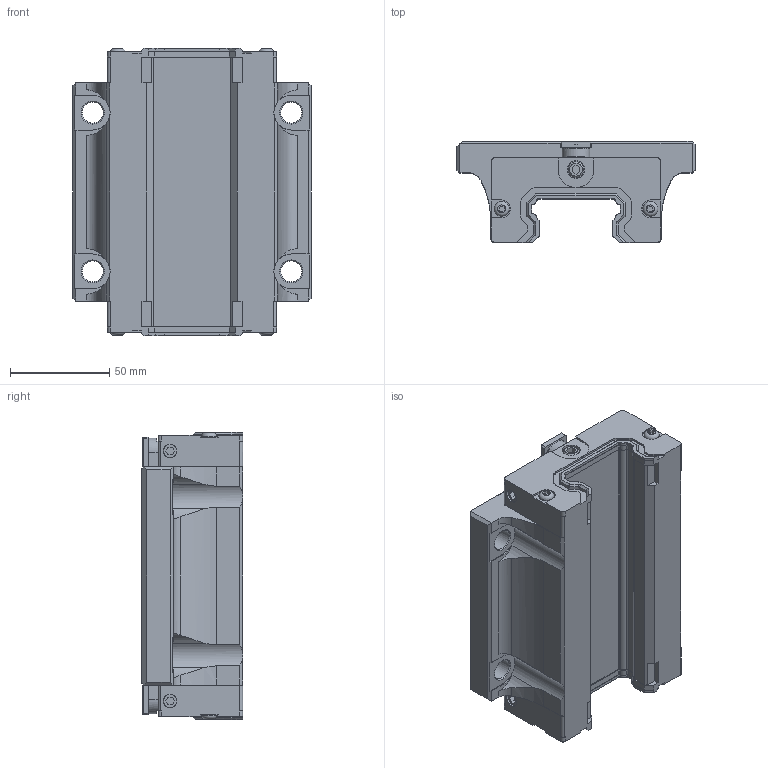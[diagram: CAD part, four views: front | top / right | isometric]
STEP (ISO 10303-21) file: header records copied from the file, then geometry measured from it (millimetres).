
FILE_DESCRIPTION(/* description */ ('Vozík'),/* implementation_level */ '2;1');
FILE_NAME(/* name */ 'LGBCH 45 FL SS N Z1-N.stp',/* time_stamp */ '2022-08-15T14:13:54+02:00',/* author */ ('konstrukce'),/* organization */ ('NTNAUTOMATION'),/* preprocessor_version */ 'ST-DEVELOPER v18.1',/* originating_system */ 'Autodesk Inventor 2022',/* authorisation */ '');
FILE_SCHEMA (('AUTOMOTIVE_DESIGN { 1 0 10303 214 3 1 1 }'));
Length unit declared in the file: millimetre
Products named in the file (1): LGBCH 45 FL SS N Z1-N
Bounding box: 120 x 51.1 x 145 mm (x, y, z)
Volume: 523976.7 mm3; surface area: 64165.8 mm2
Topology: 1 solids, 1 shells, 566 faces, 1539 edges, 1001 vertices
Faces by surface type: plane 364, cylinder 163, cone 23, bspline 12, torus 4
Full cylindrical faces by diameter (mm): 3 x2, 6 x1, 6.8 x4, 7.6 x4, 8 x2, 9 x2, 10 x2, 10.6 x4, 14 x2
Entity records: 18250 total; most frequent: CARTESIAN_POINT 3427, ORIENTED_EDGE 3078, DIRECTION 3006, EDGE_CURVE 1539, LINE 1130, VECTOR 1130, VERTEX_POINT 1001, AXIS2_PLACEMENT_3D 938
